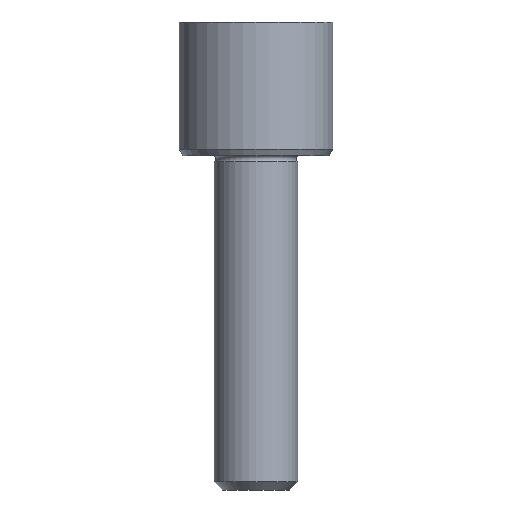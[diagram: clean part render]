
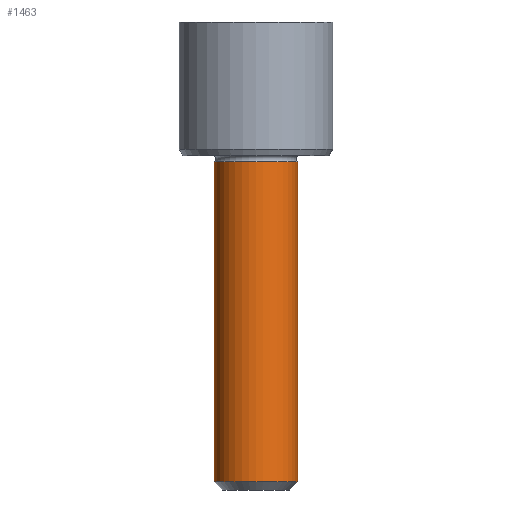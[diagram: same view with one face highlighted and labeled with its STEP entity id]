
A CAD part, front view. The second image highlights one B-rep face of the part: STEP entity #1463.
In plain terms, the highlighted cylindrical face has radius 1.25 mm (diameter 2.5 mm), a full revolution.
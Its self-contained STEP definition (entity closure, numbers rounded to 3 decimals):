
#172=LINE('',#2762,#296);
#296=VECTOR('',#1814,1.25);
#424=FACE_OUTER_BOUND('',#506,.T.);
#506=EDGE_LOOP('',(#1317,#1318,#1319,#1320,#1321));
#530=CIRCLE('',#1551,1.25);
#531=CIRCLE('',#1553,1.25);
#532=CIRCLE('',#1554,1.25);
#737=VERTEX_POINT('',#2754);
#738=VERTEX_POINT('',#2758);
#739=VERTEX_POINT('',#2759);
#946=EDGE_CURVE('',#737,#737,#530,.T.);
#948=EDGE_CURVE('',#738,#739,#531,.T.);
#949=EDGE_CURVE('',#739,#738,#532,.T.);
#950=EDGE_CURVE('',#739,#737,#172,.T.);
#1317=ORIENTED_EDGE('',*,*,#948,.F.);
#1318=ORIENTED_EDGE('',*,*,#949,.F.);
#1319=ORIENTED_EDGE('',*,*,#950,.T.);
#1320=ORIENTED_EDGE('',*,*,#946,.T.);
#1321=ORIENTED_EDGE('',*,*,#950,.F.);
#1387=CYLINDRICAL_SURFACE('',#1552,1.25);
#1463=ADVANCED_FACE('',(#424),#1387,.T.);
#1551=AXIS2_PLACEMENT_3D('',#2755,#1805,#1806);
#1552=AXIS2_PLACEMENT_3D('',#2757,#1808,#1809);
#1553=AXIS2_PLACEMENT_3D('',#2760,#1810,#1811);
#1554=AXIS2_PLACEMENT_3D('',#2761,#1812,#1813);
#1805=DIRECTION('center_axis',(0.,0.,1.));
#1806=DIRECTION('ref_axis',(0.,-1.,0.));
#1808=DIRECTION('center_axis',(0.,0.,1.));
#1809=DIRECTION('ref_axis',(0.,-1.,0.));
#1810=DIRECTION('center_axis',(0.,0.,1.));
#1811=DIRECTION('ref_axis',(0.,-1.,0.));
#1812=DIRECTION('center_axis',(0.,0.,1.));
#1813=DIRECTION('ref_axis',(0.,-1.,0.));
#1814=DIRECTION('',(0.,0.,-1.));
#2754=CARTESIAN_POINT('',(0.,1.25,-9.75));
#2755=CARTESIAN_POINT('Origin',(0.,0.,-9.75));
#2757=CARTESIAN_POINT('Origin',(0.,0.,-4.968));
#2758=CARTESIAN_POINT('',(-1.25,0.,-0.187));
#2759=CARTESIAN_POINT('',(0.,1.25,-0.187));
#2760=CARTESIAN_POINT('Origin',(0.,0.,-0.187));
#2761=CARTESIAN_POINT('Origin',(0.,0.,-0.187));
#2762=CARTESIAN_POINT('',(0.,1.25,-4.968));
